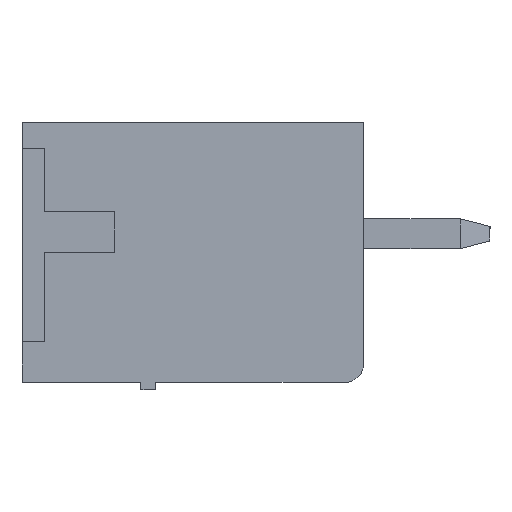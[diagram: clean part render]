
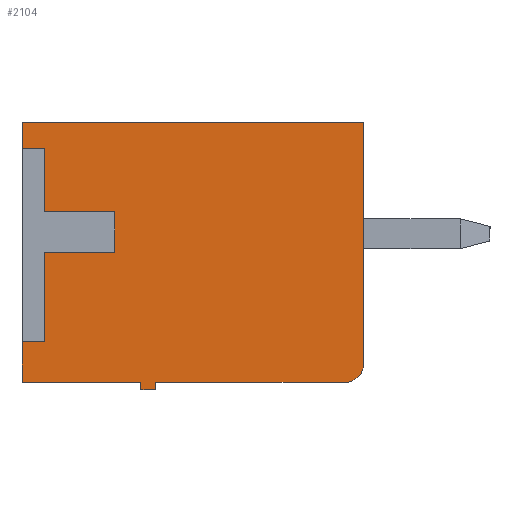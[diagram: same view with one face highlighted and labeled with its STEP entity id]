
A CAD part, left-side view. The second image highlights one B-rep face of the part: STEP entity #2104.
In plain terms, the highlighted planar face has unit normal (-1, 0, 0).
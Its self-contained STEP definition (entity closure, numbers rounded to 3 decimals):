
#217 = VERTEX_POINT ( 'NONE', #19684 ) ;
#618 = EDGE_CURVE ( 'NONE', #27168, #4082, #18019, .T. ) ;
#719 = EDGE_CURVE ( 'NONE', #3537, #19727, #5278, .T. ) ;
#721 = CARTESIAN_POINT ( 'NONE',  ( 0., 12.6, -4. ) ) ;
#760 = DIRECTION ( 'NONE',  ( 0., -1., 0. ) ) ;
#872 = VERTEX_POINT ( 'NONE', #23960 ) ;
#1090 = LINE ( 'NONE', #25076, #3845 ) ;
#1208 = ORIENTED_EDGE ( 'NONE', *, *, #11543, .T. ) ;
#1311 = EDGE_LOOP ( 'NONE', ( #9545, #17808, #11689, #8791, #27205, #12479, #15247, #21275, #12538, #4967, #1514, #26166, #1208, #10694, #28616, #2412, #7396 ) ) ;
#1514 = ORIENTED_EDGE ( 'NONE', *, *, #618, .F. ) ;
#1516 = VERTEX_POINT ( 'NONE', #24179 ) ;
#1879 = DIRECTION ( 'NONE',  ( 0., 0., -1. ) ) ;
#1924 = DIRECTION ( 'NONE',  ( 0., 1., 0. ) ) ;
#1942 = DIRECTION ( 'NONE',  ( 0., 0., -1. ) ) ;
#2007 = EDGE_CURVE ( 'NONE', #24899, #14775, #6317, .T. ) ;
#2042 = LINE ( 'NONE', #17864, #3772 ) ;
#2104 = ADVANCED_FACE ( 'NONE', ( #21459 ), #2958, .T. ) ;
#2208 = DIRECTION ( 'NONE',  ( 0., -1., 0. ) ) ;
#2265 = DIRECTION ( 'NONE',  ( 1., 0., 0. ) ) ;
#2412 = ORIENTED_EDGE ( 'NONE', *, *, #7603, .T. ) ;
#2472 = CARTESIAN_POINT ( 'NONE',  ( 0., 12., 2.295 ) ) ;
#2958 = PLANE ( 'NONE',  #15006 ) ;
#3077 = VERTEX_POINT ( 'NONE', #25616 ) ;
#3356 = DIRECTION ( 'NONE',  ( 0., 0., -1. ) ) ;
#3537 = VERTEX_POINT ( 'NONE', #3646 ) ;
#3646 = CARTESIAN_POINT ( 'NONE',  ( 0., 3.4, 3. ) ) ;
#3713 = CARTESIAN_POINT ( 'NONE',  ( 0., 9., -4.2 ) ) ;
#3772 = VECTOR ( 'NONE', #28788, 1000. ) ;
#3776 = LINE ( 'NONE', #28898, #17879 ) ;
#3845 = VECTOR ( 'NONE', #7679, 1000. ) ;
#3932 = VERTEX_POINT ( 'NONE', #4919 ) ;
#4082 = VERTEX_POINT ( 'NONE', #23182 ) ;
#4136 = LINE ( 'NONE', #3713, #11997 ) ;
#4204 = LINE ( 'NONE', #10508, #21137 ) ;
#4561 = VECTOR ( 'NONE', #6010, 1000. ) ;
#4603 = LINE ( 'NONE', #6946, #28372 ) ;
#4613 = CARTESIAN_POINT ( 'NONE',  ( 0., 3.9, -3.5 ) ) ;
#4919 = CARTESIAN_POINT ( 'NONE',  ( 0., 12., 0.595 ) ) ;
#4967 = ORIENTED_EDGE ( 'NONE', *, *, #22325, .T. ) ;
#5278 = LINE ( 'NONE', #27775, #5962 ) ;
#5424 = EDGE_CURVE ( 'NONE', #15908, #27548, #4603, .T. ) ;
#5703 = DIRECTION ( 'NONE',  ( 0., -1., 0. ) ) ;
#5736 = DIRECTION ( 'NONE',  ( 0., 0., -1. ) ) ;
#5962 = VECTOR ( 'NONE', #3356, 1000. ) ;
#6010 = DIRECTION ( 'NONE',  ( 0., 0., 1. ) ) ;
#6317 = LINE ( 'NONE', #24576, #18705 ) ;
#6490 = EDGE_CURVE ( 'NONE', #1516, #24899, #10575, .T. ) ;
#6946 = CARTESIAN_POINT ( 'NONE',  ( 0., 12.6, 2.295 ) ) ;
#7396 = ORIENTED_EDGE ( 'NONE', *, *, #9919, .T. ) ;
#7603 = EDGE_CURVE ( 'NONE', #21062, #7669, #4136, .T. ) ;
#7669 = VERTEX_POINT ( 'NONE', #11468 ) ;
#7679 = DIRECTION ( 'NONE',  ( 0., -1., 0. ) ) ;
#7848 = VECTOR ( 'NONE', #5703, 1000. ) ;
#8021 = CARTESIAN_POINT ( 'NONE',  ( 0., 15.729, -13. ) ) ;
#8445 = VERTEX_POINT ( 'NONE', #721 ) ;
#8791 = ORIENTED_EDGE ( 'NONE', *, *, #20408, .F. ) ;
#9293 = DIRECTION ( 'NONE',  ( 0., -1., 0. ) ) ;
#9376 = VECTOR ( 'NONE', #1942, 1000. ) ;
#9545 = ORIENTED_EDGE ( 'NONE', *, *, #15803, .F. ) ;
#9919 = EDGE_CURVE ( 'NONE', #7669, #3077, #1090, .T. ) ;
#10169 = AXIS2_PLACEMENT_3D ( 'NONE', #4613, #2265, #9293 ) ;
#10508 = CARTESIAN_POINT ( 'NONE',  ( 0., 12.6, 2.295 ) ) ;
#10567 = CARTESIAN_POINT ( 'NONE',  ( 0., 12., -0.505 ) ) ;
#10575 = LINE ( 'NONE', #21556, #9376 ) ;
#10694 = ORIENTED_EDGE ( 'NONE', *, *, #20440, .T. ) ;
#10936 = DIRECTION ( 'NONE',  ( 0., 0., 1. ) ) ;
#10988 = CARTESIAN_POINT ( 'NONE',  ( 0., 12.6, -4. ) ) ;
#11442 = VECTOR ( 'NONE', #2208, 1000. ) ;
#11468 = CARTESIAN_POINT ( 'NONE',  ( 0., 9., -4. ) ) ;
#11543 = EDGE_CURVE ( 'NONE', #8445, #23783, #15835, .T. ) ;
#11689 = ORIENTED_EDGE ( 'NONE', *, *, #15373, .T. ) ;
#11821 = LINE ( 'NONE', #23735, #15440 ) ;
#11997 = VECTOR ( 'NONE', #13077, 1000. ) ;
#12479 = ORIENTED_EDGE ( 'NONE', *, *, #24889, .T. ) ;
#12538 = ORIENTED_EDGE ( 'NONE', *, *, #2007, .T. ) ;
#13077 = DIRECTION ( 'NONE',  ( 0., 0., 1. ) ) ;
#13162 = DIRECTION ( 'NONE',  ( 0., 0., -1. ) ) ;
#14775 = VERTEX_POINT ( 'NONE', #10567 ) ;
#15006 = AXIS2_PLACEMENT_3D ( 'NONE', #8021, #18334, #760 ) ;
#15247 = ORIENTED_EDGE ( 'NONE', *, *, #17867, .T. ) ;
#15373 = EDGE_CURVE ( 'NONE', #3537, #872, #22332, .T. ) ;
#15440 = VECTOR ( 'NONE', #23583, 1000. ) ;
#15664 = CARTESIAN_POINT ( 'NONE',  ( 0., 12., 2.295 ) ) ;
#15803 = EDGE_CURVE ( 'NONE', #19727, #3077, #28805, .T. ) ;
#15835 = LINE ( 'NONE', #10988, #11442 ) ;
#15908 = VERTEX_POINT ( 'NONE', #21119 ) ;
#16241 = VECTOR ( 'NONE', #13162, 1000. ) ;
#17033 = VECTOR ( 'NONE', #5736, 1000. ) ;
#17141 = LINE ( 'NONE', #26028, #4561 ) ;
#17222 = CARTESIAN_POINT ( 'NONE',  ( 0., 12.6, -2.905 ) ) ;
#17808 = ORIENTED_EDGE ( 'NONE', *, *, #719, .F. ) ;
#17864 = CARTESIAN_POINT ( 'NONE',  ( 0., 9.4, -4.2 ) ) ;
#17867 = EDGE_CURVE ( 'NONE', #3932, #1516, #11821, .T. ) ;
#17879 = VECTOR ( 'NONE', #1879, 1000. ) ;
#18019 = LINE ( 'NONE', #22520, #7848 ) ;
#18334 = DIRECTION ( 'NONE',  ( -1., 0., 0. ) ) ;
#18343 = EDGE_CURVE ( 'NONE', #217, #21062, #2042, .T. ) ;
#18604 = CARTESIAN_POINT ( 'NONE',  ( 0., 9., -4.2 ) ) ;
#18705 = VECTOR ( 'NONE', #1924, 1000. ) ;
#19684 = CARTESIAN_POINT ( 'NONE',  ( 0., 9.4, -4.2 ) ) ;
#19727 = VERTEX_POINT ( 'NONE', #27596 ) ;
#19874 = CARTESIAN_POINT ( 'NONE',  ( 0., 10.1, -0.505 ) ) ;
#20408 = EDGE_CURVE ( 'NONE', #15908, #872, #4204, .T. ) ;
#20440 = EDGE_CURVE ( 'NONE', #23783, #217, #3776, .T. ) ;
#20442 = CARTESIAN_POINT ( 'NONE',  ( 0., 3.4, 3. ) ) ;
#21062 = VERTEX_POINT ( 'NONE', #18604 ) ;
#21119 = CARTESIAN_POINT ( 'NONE',  ( 0., 12.6, 2.295 ) ) ;
#21137 = VECTOR ( 'NONE', #10936, 1000. ) ;
#21275 = ORIENTED_EDGE ( 'NONE', *, *, #6490, .T. ) ;
#21358 = VECTOR ( 'NONE', #22768, 1000. ) ;
#21459 = FACE_OUTER_BOUND ( 'NONE', #1311, .T. ) ;
#21556 = CARTESIAN_POINT ( 'NONE',  ( 0., 10.1, 0.595 ) ) ;
#22325 = EDGE_CURVE ( 'NONE', #14775, #4082, #25472, .T. ) ;
#22332 = LINE ( 'NONE', #20442, #21358 ) ;
#22520 = CARTESIAN_POINT ( 'NONE',  ( 0., 12.6, -2.905 ) ) ;
#22768 = DIRECTION ( 'NONE',  ( 0., 1., 0. ) ) ;
#23182 = CARTESIAN_POINT ( 'NONE',  ( 0., 12., -2.905 ) ) ;
#23583 = DIRECTION ( 'NONE',  ( 0., -1., 0. ) ) ;
#23735 = CARTESIAN_POINT ( 'NONE',  ( 0., 12., 0.595 ) ) ;
#23783 = VERTEX_POINT ( 'NONE', #27505 ) ;
#23960 = CARTESIAN_POINT ( 'NONE',  ( 0., 12.6, 3. ) ) ;
#24179 = CARTESIAN_POINT ( 'NONE',  ( 0., 10.1, 0.595 ) ) ;
#24576 = CARTESIAN_POINT ( 'NONE',  ( 0., 10.1, -0.505 ) ) ;
#24771 = DIRECTION ( 'NONE',  ( 0., -1., 0. ) ) ;
#24889 = EDGE_CURVE ( 'NONE', #27548, #3932, #26588, .T. ) ;
#24899 = VERTEX_POINT ( 'NONE', #19874 ) ;
#25076 = CARTESIAN_POINT ( 'NONE',  ( 0., 9., -4. ) ) ;
#25342 = CARTESIAN_POINT ( 'NONE',  ( 0., 12., -0.505 ) ) ;
#25472 = LINE ( 'NONE', #25342, #17033 ) ;
#25616 = CARTESIAN_POINT ( 'NONE',  ( 0., 3.9, -4. ) ) ;
#25930 = EDGE_CURVE ( 'NONE', #8445, #27168, #17141, .T. ) ;
#26028 = CARTESIAN_POINT ( 'NONE',  ( 0., 12.6, -4. ) ) ;
#26166 = ORIENTED_EDGE ( 'NONE', *, *, #25930, .F. ) ;
#26588 = LINE ( 'NONE', #2472, #16241 ) ;
#27168 = VERTEX_POINT ( 'NONE', #17222 ) ;
#27205 = ORIENTED_EDGE ( 'NONE', *, *, #5424, .T. ) ;
#27505 = CARTESIAN_POINT ( 'NONE',  ( 0., 9.4, -4. ) ) ;
#27548 = VERTEX_POINT ( 'NONE', #15664 ) ;
#27596 = CARTESIAN_POINT ( 'NONE',  ( 0., 3.4, -3.5 ) ) ;
#27775 = CARTESIAN_POINT ( 'NONE',  ( 0., 3.4, 3. ) ) ;
#28372 = VECTOR ( 'NONE', #24771, 1000. ) ;
#28616 = ORIENTED_EDGE ( 'NONE', *, *, #18343, .T. ) ;
#28788 = DIRECTION ( 'NONE',  ( 0., -1., 0. ) ) ;
#28805 = CIRCLE ( 'NONE', #10169, 0.5 ) ;
#28898 = CARTESIAN_POINT ( 'NONE',  ( 0., 9.4, -4. ) ) ;
